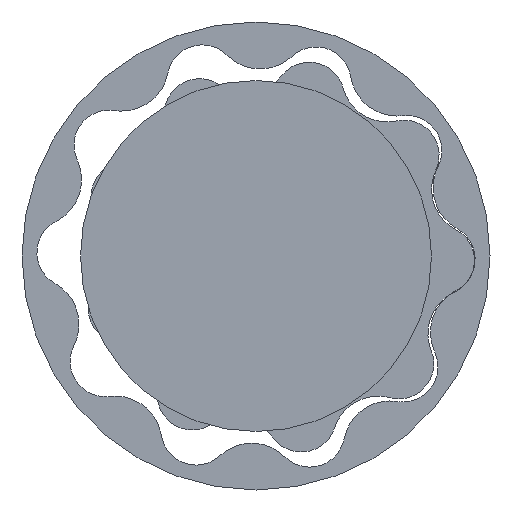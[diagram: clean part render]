
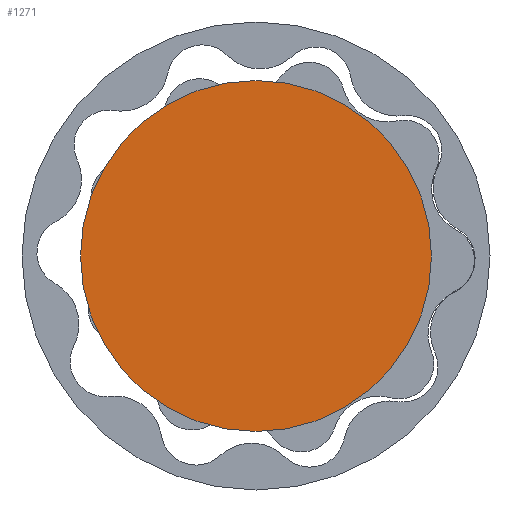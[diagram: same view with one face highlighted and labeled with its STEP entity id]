
A CAD part, front view. The second image highlights one B-rep face of the part: STEP entity #1271.
In plain terms, the highlighted planar face has unit normal (0, -1, 0).
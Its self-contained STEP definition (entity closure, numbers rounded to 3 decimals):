
#17 = FACE_OUTER_BOUND ( 'NONE', #629, .T. ) ;
#36 = CIRCLE ( 'NONE', #1736, 75. ) ;
#136 = VERTEX_POINT ( 'NONE', #1772 ) ;
#261 = ORIENTED_EDGE ( 'NONE', *, *, #732, .F. ) ;
#299 = DIRECTION ( 'NONE',  ( 0., 0., 1. ) ) ;
#349 = ORIENTED_EDGE ( 'NONE', *, *, #2037, .F. ) ;
#497 = VERTEX_POINT ( 'NONE', #2135 ) ;
#629 = EDGE_LOOP ( 'NONE', ( #349, #261 ) ) ;
#634 = DIRECTION ( 'NONE',  ( 0., 0., 1. ) ) ;
#732 = EDGE_CURVE ( 'NONE', #497, #136, #36, .T. ) ;
#918 = DIRECTION ( 'NONE',  ( 0., 0., 1. ) ) ;
#940 = PLANE ( 'NONE',  #1289 ) ;
#999 = AXIS2_PLACEMENT_3D ( 'NONE', #2795, #2578, #918 ) ;
#1271 = ADVANCED_FACE ( 'NONE', ( #17 ), #940, .F. ) ;
#1289 = AXIS2_PLACEMENT_3D ( 'NONE', #1470, #1454, #299 ) ;
#1430 = CIRCLE ( 'NONE', #999, 75. ) ;
#1454 = DIRECTION ( 'NONE',  ( 0., 1., 0. ) ) ;
#1470 = CARTESIAN_POINT ( 'NONE',  ( 0., 0., 0. ) ) ;
#1736 = AXIS2_PLACEMENT_3D ( 'NONE', #2969, #1811, #634 ) ;
#1772 = CARTESIAN_POINT ( 'NONE',  ( 0., 0., -75. ) ) ;
#1811 = DIRECTION ( 'NONE',  ( 0., 1., 0. ) ) ;
#2037 = EDGE_CURVE ( 'NONE', #136, #497, #1430, .T. ) ;
#2135 = CARTESIAN_POINT ( 'NONE',  ( 0., 0., 75. ) ) ;
#2578 = DIRECTION ( 'NONE',  ( 0., 1., 0. ) ) ;
#2795 = CARTESIAN_POINT ( 'NONE',  ( 0., 0., 0. ) ) ;
#2969 = CARTESIAN_POINT ( 'NONE',  ( 0., 0., 0. ) ) ;
